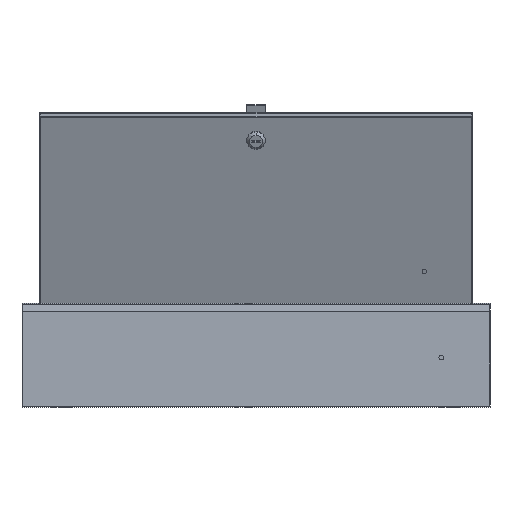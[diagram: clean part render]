
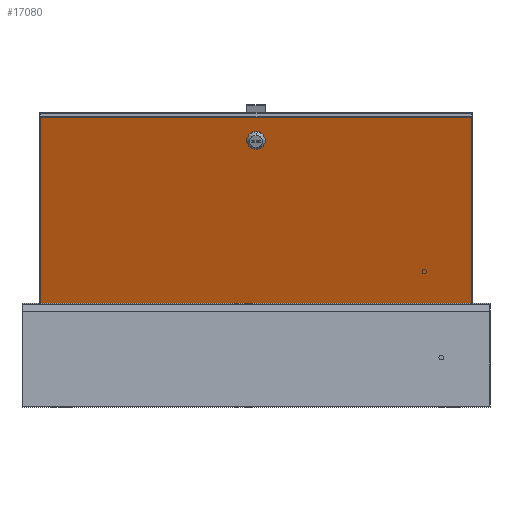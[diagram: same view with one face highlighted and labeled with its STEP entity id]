
A CAD part, left-side view. The second image highlights one B-rep face of the part: STEP entity #17080.
In plain terms, the highlighted face is planar.
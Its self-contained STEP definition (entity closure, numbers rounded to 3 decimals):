
#92 = CARTESIAN_POINT ( 'NONE',  ( -133., -270.5, 0. ) ) ;
#341 = ORIENTED_EDGE ( 'NONE', *, *, #8089, .T. ) ;
#805 = DIRECTION ( 'NONE',  ( 0., 1., 0. ) ) ;
#1097 = CARTESIAN_POINT ( 'NONE',  ( -133., 270.5, 0. ) ) ;
#1346 = CIRCLE ( 'NONE', #22878, 11.5 ) ;
#1491 = CIRCLE ( 'NONE', #12259, 11.5 ) ;
#1500 = FACE_BOUND ( 'NONE', #12051, .T. ) ;
#1546 = DIRECTION ( 'NONE',  ( 0., 0., 1. ) ) ;
#1613 = CARTESIAN_POINT ( 'NONE',  ( 133., 270.5, 0. ) ) ;
#2470 = CARTESIAN_POINT ( 'NONE',  ( -102., 0., 0. ) ) ;
#2789 = CARTESIAN_POINT ( 'NONE',  ( 133., -270.5, 0. ) ) ;
#2858 = PLANE ( 'NONE',  #2959 ) ;
#2959 = AXIS2_PLACEMENT_3D ( 'NONE', #25647, #1546, #4681 ) ;
#3102 = EDGE_LOOP ( 'NONE', ( #16128, #4857, #12974, #341 ) ) ;
#3759 = FACE_OUTER_BOUND ( 'NONE', #3102, .T. ) ;
#3915 = EDGE_CURVE ( 'NONE', #20501, #15107, #5608, .T. ) ;
#4059 = EDGE_CURVE ( 'NONE', #15107, #16999, #9591, .T. ) ;
#4681 = DIRECTION ( 'NONE',  ( 1., 0., 0. ) ) ;
#4857 = ORIENTED_EDGE ( 'NONE', *, *, #4059, .T. ) ;
#5608 = LINE ( 'NONE', #1097, #18574 ) ;
#6146 = CARTESIAN_POINT ( 'NONE',  ( -133., 270.5, 0. ) ) ;
#6541 = VERTEX_POINT ( 'NONE', #1613 ) ;
#6544 = CARTESIAN_POINT ( 'NONE',  ( -133., -270.5, 0. ) ) ;
#7046 = DIRECTION ( 'NONE',  ( 1., 0., 0. ) ) ;
#7991 = LINE ( 'NONE', #13752, #13804 ) ;
#8023 = CARTESIAN_POINT ( 'NONE',  ( -113.5, 0., 0. ) ) ;
#8089 = EDGE_CURVE ( 'NONE', #6541, #20501, #9367, .T. ) ;
#9367 = LINE ( 'NONE', #10258, #16606 ) ;
#9591 = LINE ( 'NONE', #6544, #10331 ) ;
#10258 = CARTESIAN_POINT ( 'NONE',  ( -133., 270.5, 0. ) ) ;
#10331 = VECTOR ( 'NONE', #21198, 1000. ) ;
#12051 = EDGE_LOOP ( 'NONE', ( #21815, #17141 ) ) ;
#12259 = AXIS2_PLACEMENT_3D ( 'NONE', #19033, #19916, #7046 ) ;
#12695 = DIRECTION ( 'NONE',  ( 0., -1., 0. ) ) ;
#12974 = ORIENTED_EDGE ( 'NONE', *, *, #18320, .T. ) ;
#13669 = VERTEX_POINT ( 'NONE', #8023 ) ;
#13752 = CARTESIAN_POINT ( 'NONE',  ( 133., 270.5, 0. ) ) ;
#13804 = VECTOR ( 'NONE', #805, 1000. ) ;
#13871 = CARTESIAN_POINT ( 'NONE',  ( -90.5, 0., 0. ) ) ;
#14981 = DIRECTION ( 'NONE',  ( 1., 0., 0. ) ) ;
#15107 = VERTEX_POINT ( 'NONE', #92 ) ;
#16128 = ORIENTED_EDGE ( 'NONE', *, *, #3915, .T. ) ;
#16606 = VECTOR ( 'NONE', #24978, 1000. ) ;
#16999 = VERTEX_POINT ( 'NONE', #2789 ) ;
#17080 = ADVANCED_FACE ( 'NONE', ( #1500, #3759 ), #2858, .T. ) ;
#17141 = ORIENTED_EDGE ( 'NONE', *, *, #20471, .F. ) ;
#18320 = EDGE_CURVE ( 'NONE', #16999, #6541, #7991, .T. ) ;
#18574 = VECTOR ( 'NONE', #12695, 1000. ) ;
#19033 = CARTESIAN_POINT ( 'NONE',  ( -102., 0., 0. ) ) ;
#19916 = DIRECTION ( 'NONE',  ( 0., 0., 1. ) ) ;
#20471 = EDGE_CURVE ( 'NONE', #13669, #22859, #1346, .T. ) ;
#20493 = EDGE_CURVE ( 'NONE', #22859, #13669, #1491, .T. ) ;
#20501 = VERTEX_POINT ( 'NONE', #6146 ) ;
#21198 = DIRECTION ( 'NONE',  ( 1., 0., 0. ) ) ;
#21815 = ORIENTED_EDGE ( 'NONE', *, *, #20493, .F. ) ;
#22859 = VERTEX_POINT ( 'NONE', #13871 ) ;
#22878 = AXIS2_PLACEMENT_3D ( 'NONE', #2470, #27011, #14981 ) ;
#24978 = DIRECTION ( 'NONE',  ( -1., 0., 0. ) ) ;
#25647 = CARTESIAN_POINT ( 'NONE',  ( 0., 0., 0. ) ) ;
#27011 = DIRECTION ( 'NONE',  ( 0., 0., 1. ) ) ;
